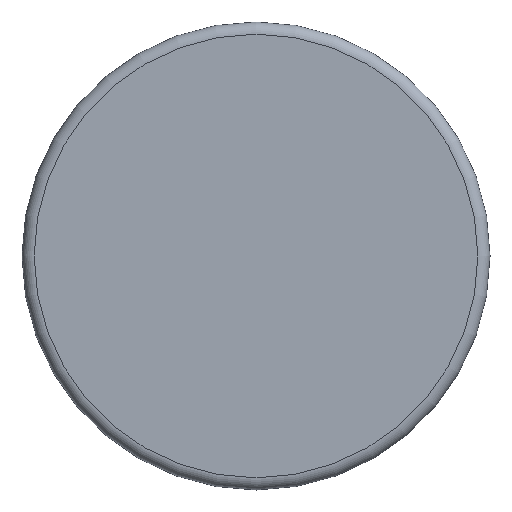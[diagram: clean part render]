
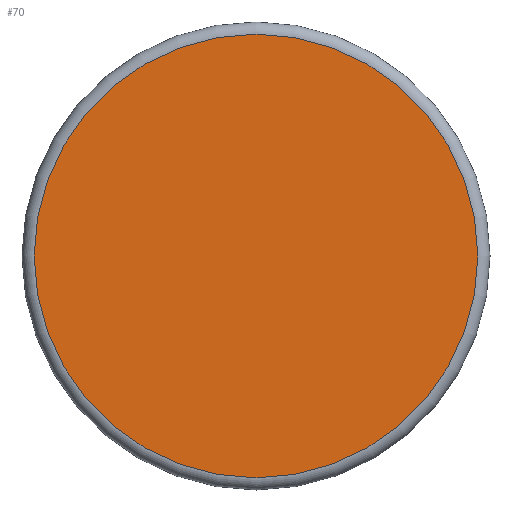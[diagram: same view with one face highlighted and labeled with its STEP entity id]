
A CAD part, left-side view. The second image highlights one B-rep face of the part: STEP entity #70.
In plain terms, the highlighted planar face has unit normal (-1, 0, 0).
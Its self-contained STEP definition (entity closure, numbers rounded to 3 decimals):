
#15=PLANE('',#94);
#22=FACE_OUTER_BOUND('',#27,.T.);
#27=EDGE_LOOP('',(#60));
#30=CIRCLE('',#88,45.5);
#37=VERTEX_POINT('',#128);
#42=EDGE_CURVE('',#37,#37,#30,.T.);
#60=ORIENTED_EDGE('',*,*,#42,.F.);
#70=ADVANCED_FACE('',(#22),#15,.T.);
#88=AXIS2_PLACEMENT_3D('',#129,#103,#104);
#94=AXIS2_PLACEMENT_3D('',#139,#116,#117);
#103=DIRECTION('center_axis',(1.,0.,0.));
#104=DIRECTION('ref_axis',(0.,0.,
1.));
#116=DIRECTION('center_axis',(-1.,0.,0.));
#117=DIRECTION('ref_axis',(0.,0.,1.));
#128=CARTESIAN_POINT('',(-48.,0.,46.5));
#129=CARTESIAN_POINT('Origin',(-48.,0.,92.));
#139=CARTESIAN_POINT('Origin',(-48.,0.,92.));
